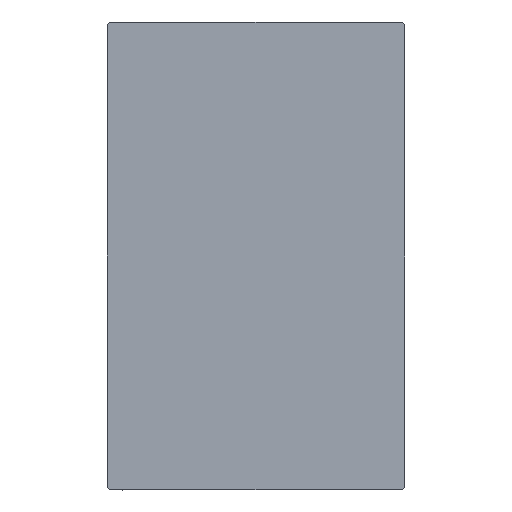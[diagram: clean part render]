
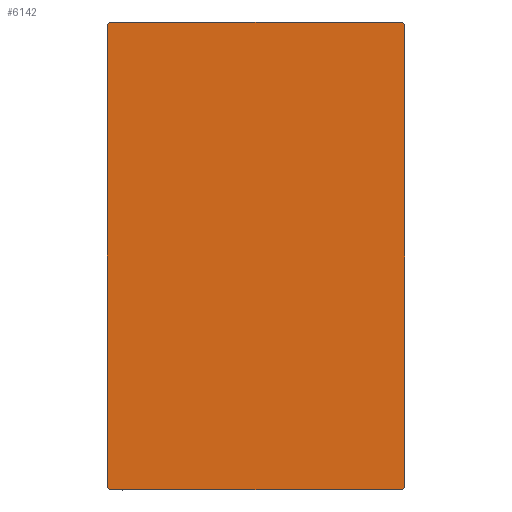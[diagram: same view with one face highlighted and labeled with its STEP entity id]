
A CAD part, left-side view. The second image highlights one B-rep face of the part: STEP entity #6142.
In plain terms, the highlighted face is planar.
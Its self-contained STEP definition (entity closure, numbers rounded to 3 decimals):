
#334 = ORIENTED_EDGE ( 'NONE', *, *, #31579, .T. ) ;
#441 = DIRECTION ( 'NONE',  ( 0., 0., 1. ) ) ;
#1609 = CARTESIAN_POINT ( 'NONE',  ( 56., -17.2, -27.5 ) ) ;
#2221 = ORIENTED_EDGE ( 'NONE', *, *, #31346, .T. ) ;
#3286 = ORIENTED_EDGE ( 'NONE', *, *, #22145, .T. ) ;
#4106 = DIRECTION ( 'NONE',  ( 0., -1., 0. ) ) ;
#4210 = DIRECTION ( 'NONE',  ( 0., 1., 0. ) ) ;
#4459 = VECTOR ( 'NONE', #4106, 1000. ) ;
#4843 = CARTESIAN_POINT ( 'NONE',  ( 56., 17.5, -27.2 ) ) ;
#5703 = CARTESIAN_POINT ( 'NONE',  ( 56., -22.35, -22.35 ) ) ;
#6142 = ADVANCED_FACE ( 'NONE', ( #15553 ), #25412, .T. ) ;
#7498 = CARTESIAN_POINT ( 'NONE',  ( 56., 22.35, 22.35 ) ) ;
#7721 = VERTEX_POINT ( 'NONE', #4843 ) ;
#7816 = ORIENTED_EDGE ( 'NONE', *, *, #32975, .T. ) ;
#8168 = VECTOR ( 'NONE', #16476, 1000. ) ;
#8699 = CARTESIAN_POINT ( 'NONE',  ( 56., 22.35, -22.35 ) ) ;
#10454 = CARTESIAN_POINT ( 'NONE',  ( 56., 17.5, 27.2 ) ) ;
#11216 = DIRECTION ( 'NONE',  ( 0., -0.707, 0.707 ) ) ;
#12091 = EDGE_CURVE ( 'NONE', #27140, #32757, #32921, .T. ) ;
#13257 = CARTESIAN_POINT ( 'NONE',  ( 56., 17.2, 27.5 ) ) ;
#15370 = CARTESIAN_POINT ( 'NONE',  ( 56., 17.2, -27.5 ) ) ;
#15553 = FACE_OUTER_BOUND ( 'NONE', #20643, .T. ) ;
#15717 = EDGE_CURVE ( 'NONE', #17452, #34036, #41435, .T. ) ;
#16175 = VERTEX_POINT ( 'NONE', #15370 ) ;
#16476 = DIRECTION ( 'NONE',  ( 0., 0., -1. ) ) ;
#17452 = VERTEX_POINT ( 'NONE', #13257 ) ;
#17663 = VERTEX_POINT ( 'NONE', #31248 ) ;
#18124 = VECTOR ( 'NONE', #4210, 1000. ) ;
#20578 = CARTESIAN_POINT ( 'NONE',  ( 56., 17.5, 27.5 ) ) ;
#20643 = EDGE_LOOP ( 'NONE', ( #22200, #39774, #334, #7816, #43269, #2221, #3286, #27285 ) ) ;
#21098 = LINE ( 'NONE', #7498, #34943 ) ;
#22145 = EDGE_CURVE ( 'NONE', #17663, #27140, #23942, .T. ) ;
#22200 = ORIENTED_EDGE ( 'NONE', *, *, #33722, .T. ) ;
#22266 = VECTOR ( 'NONE', #25497, 1000. ) ;
#22934 = LINE ( 'NONE', #36780, #18124 ) ;
#23942 = LINE ( 'NONE', #33172, #8168 ) ;
#25063 = CARTESIAN_POINT ( 'NONE',  ( 56., -22.35, 22.35 ) ) ;
#25412 = PLANE ( 'NONE',  #38607 ) ;
#25497 = DIRECTION ( 'NONE',  ( 0., -0.707, -0.707 ) ) ;
#25521 = VERTEX_POINT ( 'NONE', #10454 ) ;
#26067 = DIRECTION ( 'NONE',  ( 1., 0., 0. ) ) ;
#27140 = VERTEX_POINT ( 'NONE', #31386 ) ;
#27285 = ORIENTED_EDGE ( 'NONE', *, *, #12091, .T. ) ;
#28314 = EDGE_CURVE ( 'NONE', #16175, #7721, #42092, .T. ) ;
#28546 = DIRECTION ( 'NONE',  ( 0., 0.707, -0.707 ) ) ;
#28804 = LINE ( 'NONE', #25063, #22266 ) ;
#29292 = VECTOR ( 'NONE', #441, 1000. ) ;
#30227 = VECTOR ( 'NONE', #28546, 1000. ) ;
#31248 = CARTESIAN_POINT ( 'NONE',  ( 56., -17.5, 27.2 ) ) ;
#31346 = EDGE_CURVE ( 'NONE', #34036, #17663, #28804, .T. ) ;
#31386 = CARTESIAN_POINT ( 'NONE',  ( 56., -17.5, -27.2 ) ) ;
#31579 = EDGE_CURVE ( 'NONE', #7721, #25521, #40848, .T. ) ;
#32757 = VERTEX_POINT ( 'NONE', #1609 ) ;
#32921 = LINE ( 'NONE', #5703, #30227 ) ;
#32975 = EDGE_CURVE ( 'NONE', #25521, #17452, #21098, .T. ) ;
#33172 = CARTESIAN_POINT ( 'NONE',  ( 56., -17.5, 27.5 ) ) ;
#33722 = EDGE_CURVE ( 'NONE', #32757, #16175, #22934, .T. ) ;
#34036 = VERTEX_POINT ( 'NONE', #40192 ) ;
#34943 = VECTOR ( 'NONE', #11216, 1000. ) ;
#35720 = DIRECTION ( 'NONE',  ( 0., 0.707, 0.707 ) ) ;
#36780 = CARTESIAN_POINT ( 'NONE',  ( 56., -17.5, -27.5 ) ) ;
#38607 = AXIS2_PLACEMENT_3D ( 'NONE', #38818, #26067, #39253 ) ;
#38818 = CARTESIAN_POINT ( 'NONE',  ( 56., 0., 0. ) ) ;
#39079 = VECTOR ( 'NONE', #35720, 1000. ) ;
#39253 = DIRECTION ( 'NONE',  ( 0., 0., -1. ) ) ;
#39774 = ORIENTED_EDGE ( 'NONE', *, *, #28314, .T. ) ;
#40192 = CARTESIAN_POINT ( 'NONE',  ( 56., -17.2, 27.5 ) ) ;
#40628 = CARTESIAN_POINT ( 'NONE',  ( 56., 17.5, -27.5 ) ) ;
#40848 = LINE ( 'NONE', #40628, #29292 ) ;
#41435 = LINE ( 'NONE', #20578, #4459 ) ;
#42092 = LINE ( 'NONE', #8699, #39079 ) ;
#43269 = ORIENTED_EDGE ( 'NONE', *, *, #15717, .T. ) ;
